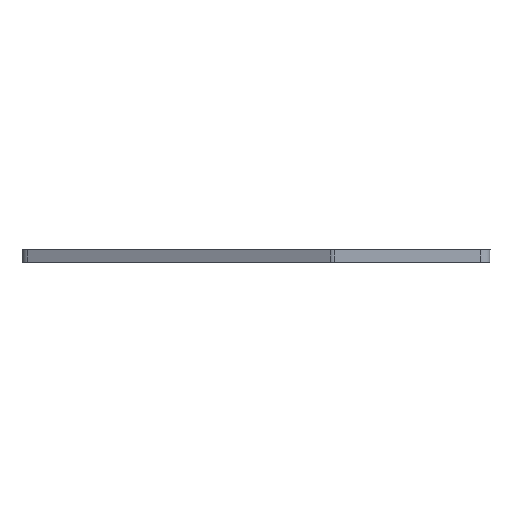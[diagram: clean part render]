
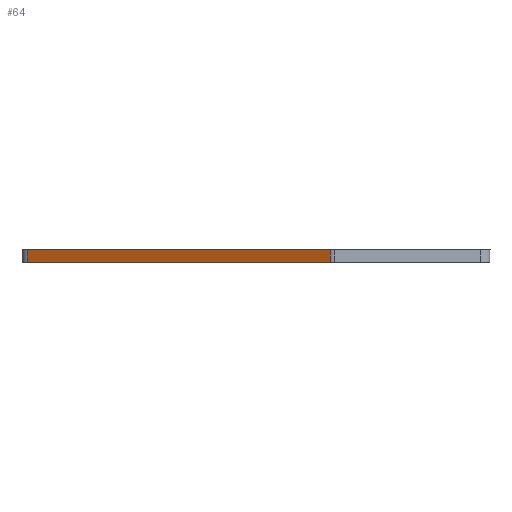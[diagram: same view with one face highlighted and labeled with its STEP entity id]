
A CAD part, left-side view. The second image highlights one B-rep face of the part: STEP entity #64.
In plain terms, the highlighted planar face has unit normal (-0.894, 0.448, 0).
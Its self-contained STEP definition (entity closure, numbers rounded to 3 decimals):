
#22 = CARTESIAN_POINT ( 'NONE',  ( -53.911, 73.344, 47.208 ) ) ;
#36 = CARTESIAN_POINT ( 'NONE',  ( -101.268, -21.173, 47.208 ) ) ;
#64 = ADVANCED_FACE ( 'NONE', ( #842 ), #131, .T. ) ;
#68 = CARTESIAN_POINT ( 'NONE',  ( -53.911, 73.344, 51.208 ) ) ;
#120 = LINE ( 'NONE', #1035, #276 ) ;
#131 = PLANE ( 'NONE',  #974 ) ;
#148 = CARTESIAN_POINT ( 'NONE',  ( -53.911, 73.344, 51.208 ) ) ;
#163 = DIRECTION ( 'NONE',  ( 0.448, 0.894, 0. ) ) ;
#175 = CARTESIAN_POINT ( 'NONE',  ( -101.268, -21.173, 47.208 ) ) ;
#186 = VERTEX_POINT ( 'NONE', #148 ) ;
#206 = VERTEX_POINT ( 'NONE', #547 ) ;
#222 = EDGE_CURVE ( 'NONE', #186, #816, #873, .T. ) ;
#276 = VECTOR ( 'NONE', #445, 1000. ) ;
#303 = DIRECTION ( 'NONE',  ( 0., 0., -1. ) ) ;
#336 = ORIENTED_EDGE ( 'NONE', *, *, #575, .F. ) ;
#445 = DIRECTION ( 'NONE',  ( 0., 0., -1. ) ) ;
#499 = ORIENTED_EDGE ( 'NONE', *, *, #767, .T. ) ;
#509 = DIRECTION ( 'NONE',  ( 0.448, 0.894, 0. ) ) ;
#547 = CARTESIAN_POINT ( 'NONE',  ( -101.268, -21.173, 51.208 ) ) ;
#575 = EDGE_CURVE ( 'NONE', #206, #1012, #120, .T. ) ;
#649 = VECTOR ( 'NONE', #303, 1000. ) ;
#743 = CARTESIAN_POINT ( 'NONE',  ( -101.268, -21.173, 51.208 ) ) ;
#760 = ORIENTED_EDGE ( 'NONE', *, *, #958, .F. ) ;
#767 = EDGE_CURVE ( 'NONE', #206, #186, #921, .T. ) ;
#788 = ORIENTED_EDGE ( 'NONE', *, *, #222, .T. ) ;
#799 = VECTOR ( 'NONE', #163, 1000. ) ;
#811 = EDGE_LOOP ( 'NONE', ( #760, #336, #499, #788 ) ) ;
#812 = DIRECTION ( 'NONE',  ( 0.448, 0.894, 0. ) ) ;
#816 = VERTEX_POINT ( 'NONE', #22 ) ;
#842 = FACE_OUTER_BOUND ( 'NONE', #811, .T. ) ;
#873 = LINE ( 'NONE', #68, #649 ) ;
#906 = LINE ( 'NONE', #175, #977 ) ;
#921 = LINE ( 'NONE', #743, #799 ) ;
#923 = CARTESIAN_POINT ( 'NONE',  ( -101.268, -21.173, 51.208 ) ) ;
#958 = EDGE_CURVE ( 'NONE', #1012, #816, #906, .T. ) ;
#974 = AXIS2_PLACEMENT_3D ( 'NONE', #923, #1037, #509 ) ;
#977 = VECTOR ( 'NONE', #812, 1000. ) ;
#1012 = VERTEX_POINT ( 'NONE', #36 ) ;
#1035 = CARTESIAN_POINT ( 'NONE',  ( -101.268, -21.173, 51.208 ) ) ;
#1037 = DIRECTION ( 'NONE',  ( -0.894, 0.448, 0. ) ) ;
